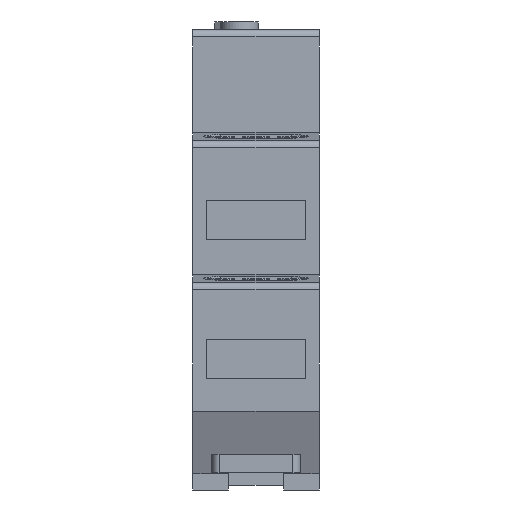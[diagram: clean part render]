
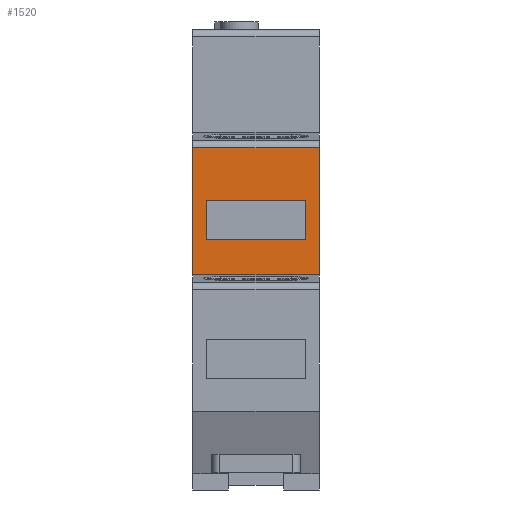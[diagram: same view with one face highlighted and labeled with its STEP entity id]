
A CAD part, front view. The second image highlights one B-rep face of the part: STEP entity #1520.
In plain terms, the highlighted planar face has unit normal (0, -1, 0).
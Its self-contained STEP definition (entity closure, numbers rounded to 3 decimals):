
#208 = EDGE_CURVE ( 'NONE', #6354, #457, #10743, .T. ) ;
#457 = VERTEX_POINT ( 'NONE', #13859 ) ;
#706 = ORIENTED_EDGE ( 'NONE', *, *, #8957, .F. ) ;
#939 = CARTESIAN_POINT ( 'NONE',  ( 17.8, 7.775, 30.3 ) ) ;
#949 = VERTEX_POINT ( 'NONE', #9005 ) ;
#1002 = DIRECTION ( 'NONE',  ( 1., 0., 0. ) ) ;
#1063 = LINE ( 'NONE', #11469, #11520 ) ;
#1138 = LINE ( 'NONE', #2496, #8559 ) ;
#1301 = DIRECTION ( 'NONE',  ( 0., 0., -1. ) ) ;
#1520 = ADVANCED_FACE ( 'NONE', ( #6696, #3443 ), #14719, .F. ) ;
#1748 = CARTESIAN_POINT ( 'NONE',  ( 1.9, 7.775, 40.8 ) ) ;
#1920 = AXIS2_PLACEMENT_3D ( 'NONE', #3977, #5199, #14877 ) ;
#2093 = LINE ( 'NONE', #5455, #12902 ) ;
#2165 = VERTEX_POINT ( 'NONE', #939 ) ;
#2399 = EDGE_CURVE ( 'NONE', #457, #15315, #2093, .T. ) ;
#2421 = VECTOR ( 'NONE', #7695, 1000. ) ;
#2496 = CARTESIAN_POINT ( 'NONE',  ( 1.9, 7.775, 35.3 ) ) ;
#2914 = EDGE_CURVE ( 'NONE', #9454, #12685, #12113, .T. ) ;
#3443 = FACE_BOUND ( 'NONE', #9609, .T. ) ;
#3483 = LINE ( 'NONE', #7121, #5589 ) ;
#3486 = VECTOR ( 'NONE', #1301, 1000. ) ;
#3636 = EDGE_CURVE ( 'NONE', #12685, #949, #1063, .T. ) ;
#3645 = CARTESIAN_POINT ( 'NONE',  ( 1.9, 7.775, 40.8 ) ) ;
#3977 = CARTESIAN_POINT ( 'NONE',  ( 17.8, 7.775, 30.3 ) ) ;
#3991 = ORIENTED_EDGE ( 'NONE', *, *, #2399, .T. ) ;
#4661 = EDGE_CURVE ( 'NONE', #15288, #6354, #14289, .T. ) ;
#5199 = DIRECTION ( 'NONE',  ( 0., 1., 0. ) ) ;
#5455 = CARTESIAN_POINT ( 'NONE',  ( 1.9, 7.775, 35.3 ) ) ;
#5589 = VECTOR ( 'NONE', #14394, 1000. ) ;
#5731 = ORIENTED_EDGE ( 'NONE', *, *, #9141, .F. ) ;
#5983 = VECTOR ( 'NONE', #8580, 1000. ) ;
#6354 = VERTEX_POINT ( 'NONE', #9938 ) ;
#6373 = DIRECTION ( 'NONE',  ( -1., 0., 0. ) ) ;
#6696 = FACE_OUTER_BOUND ( 'NONE', #9486, .T. ) ;
#7121 = CARTESIAN_POINT ( 'NONE',  ( 17.8, 7.775, 30.3 ) ) ;
#7277 = ORIENTED_EDGE ( 'NONE', *, *, #7968, .T. ) ;
#7695 = DIRECTION ( 'NONE',  ( -1., 0., 0. ) ) ;
#7968 = EDGE_CURVE ( 'NONE', #15315, #15288, #1138, .T. ) ;
#8559 = VECTOR ( 'NONE', #10965, 1000. ) ;
#8580 = DIRECTION ( 'NONE',  ( 0., 0., -1. ) ) ;
#8957 = EDGE_CURVE ( 'NONE', #2165, #949, #3483, .T. ) ;
#9005 = CARTESIAN_POINT ( 'NONE',  ( 0., 7.775, 30.3 ) ) ;
#9141 = EDGE_CURVE ( 'NONE', #9454, #2165, #9993, .T. ) ;
#9164 = ORIENTED_EDGE ( 'NONE', *, *, #4661, .T. ) ;
#9454 = VERTEX_POINT ( 'NONE', #10552 ) ;
#9486 = EDGE_LOOP ( 'NONE', ( #13161, #706, #5731, #10269 ) ) ;
#9609 = EDGE_LOOP ( 'NONE', ( #7277, #9164, #14941, #3991 ) ) ;
#9732 = CARTESIAN_POINT ( 'NONE',  ( 15.9, 7.775, 35.3 ) ) ;
#9781 = CARTESIAN_POINT ( 'NONE',  ( 0., 7.775, 48.2 ) ) ;
#9938 = CARTESIAN_POINT ( 'NONE',  ( 15.9, 7.775, 40.8 ) ) ;
#9993 = LINE ( 'NONE', #13337, #5983 ) ;
#10269 = ORIENTED_EDGE ( 'NONE', *, *, #2914, .T. ) ;
#10392 = VECTOR ( 'NONE', #1002, 1000. ) ;
#10552 = CARTESIAN_POINT ( 'NONE',  ( 17.8, 7.775, 48.2 ) ) ;
#10743 = LINE ( 'NONE', #9732, #3486 ) ;
#10965 = DIRECTION ( 'NONE',  ( 0., 0., 1. ) ) ;
#11469 = CARTESIAN_POINT ( 'NONE',  ( 0., 7.775, 30.3 ) ) ;
#11520 = VECTOR ( 'NONE', #11675, 1000. ) ;
#11675 = DIRECTION ( 'NONE',  ( 0., 0., -1. ) ) ;
#12113 = LINE ( 'NONE', #13604, #2421 ) ;
#12685 = VERTEX_POINT ( 'NONE', #9781 ) ;
#12902 = VECTOR ( 'NONE', #6373, 1000. ) ;
#13161 = ORIENTED_EDGE ( 'NONE', *, *, #3636, .T. ) ;
#13337 = CARTESIAN_POINT ( 'NONE',  ( 17.8, 7.775, 30.3 ) ) ;
#13604 = CARTESIAN_POINT ( 'NONE',  ( 17.8, 7.775, 48.2 ) ) ;
#13859 = CARTESIAN_POINT ( 'NONE',  ( 15.9, 7.775, 35.3 ) ) ;
#14289 = LINE ( 'NONE', #3645, #10392 ) ;
#14394 = DIRECTION ( 'NONE',  ( -1., 0., 0. ) ) ;
#14719 = PLANE ( 'NONE',  #1920 ) ;
#14877 = DIRECTION ( 'NONE',  ( 0., 0., 1. ) ) ;
#14941 = ORIENTED_EDGE ( 'NONE', *, *, #208, .T. ) ;
#15200 = CARTESIAN_POINT ( 'NONE',  ( 1.9, 7.775, 35.3 ) ) ;
#15288 = VERTEX_POINT ( 'NONE', #1748 ) ;
#15315 = VERTEX_POINT ( 'NONE', #15200 ) ;
